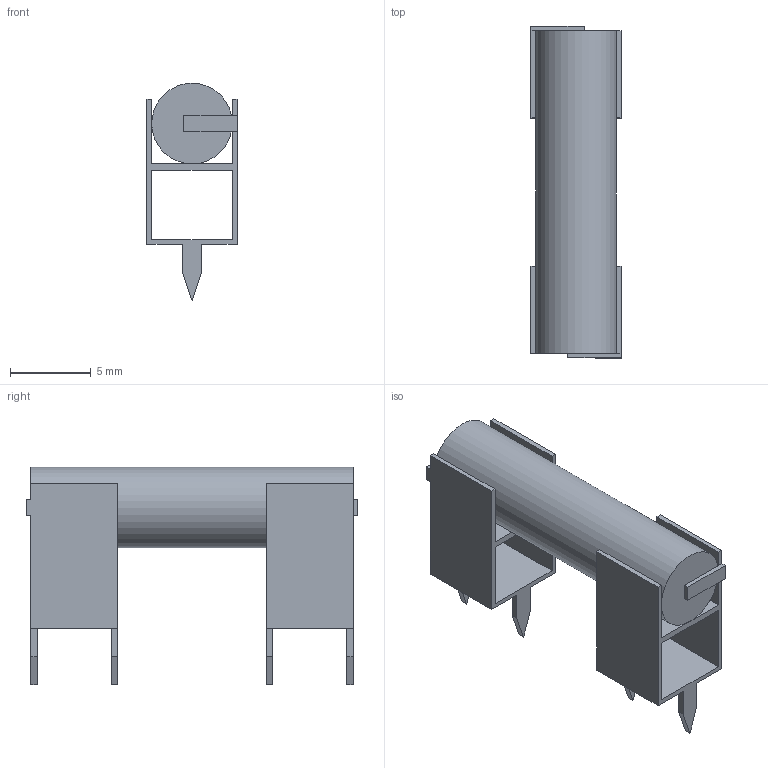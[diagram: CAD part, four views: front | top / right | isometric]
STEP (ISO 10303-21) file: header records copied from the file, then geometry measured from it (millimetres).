
FILE_DESCRIPTION(/* description */ ('Unknown'),/* implementation_level */ '2;1');
FILE_NAME(/* name */ 'fuse_asm',/* time_stamp */ '2021-03-03T18:05:01+01:00',/* author */ ('Unknown'),/* organization */ ('Unknown'),/* preprocessor_version */ 'ST-DEVELOPER v16.7',/* originating_system */ 'DEX',/* authorisation */ $);
FILE_SCHEMA (('AUTOMOTIVE_DESIGN {1 0 10303 214 3 1 1}'));
Length unit declared in the file: millimetre
Products named in the file (3): fuse_asm; fuse_clip; fuse
Assembly tree (3 placements, depth 2):
  fuse_asm
    fuse_clip  x2
    fuse
Bounding box: 5.6 x 20.6 x 13.5 mm (x, y, z)
Volume: 495.8 mm3; surface area: 1043.6 mm2
Topology: 3 solids, 3 shells, 63 faces, 167 edges, 110 vertices
Faces by surface type: plane 62, cylinder 1
Full cylindrical faces by diameter (mm): 5 x1
Entity records: 1067 total; most frequent: CARTESIAN_POINT 177, ORIENTED_EDGE 168, DIRECTION 160, EDGE_CURVE 84, LINE 82, VECTOR 82, VERTEX_POINT 56, AXIS2_PLACEMENT_3D 39
